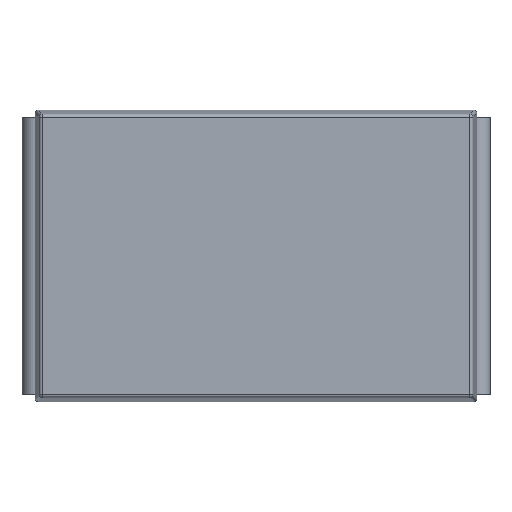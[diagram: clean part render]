
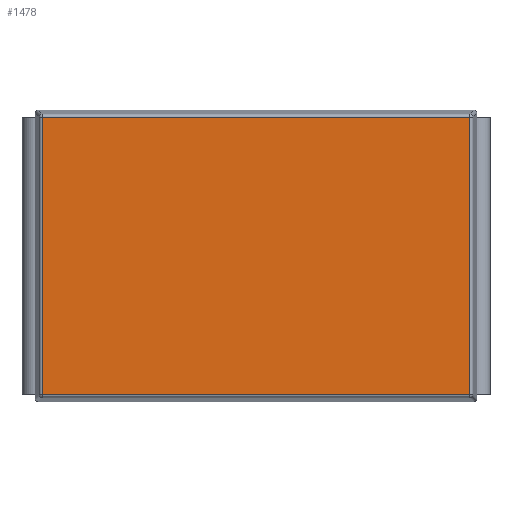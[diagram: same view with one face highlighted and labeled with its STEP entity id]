
A CAD part, top view. The second image highlights one B-rep face of the part: STEP entity #1478.
In plain terms, the highlighted planar face has unit normal (0, 0, 1).
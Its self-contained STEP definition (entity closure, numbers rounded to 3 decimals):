
#228=FACE_OUTER_BOUND('',#328,.T.);
#328=EDGE_LOOP('',(#1231,#1232,#1233,#1234));
#440=LINE('',#3194,#568);
#454=LINE('',#3470,#582);
#455=LINE('',#3472,#583);
#456=LINE('',#3473,#584);
#568=VECTOR('',#1943,1.);
#582=VECTOR('',#1991,1.);
#583=VECTOR('',#1992,1.);
#584=VECTOR('',#1993,1.);
#701=VERTEX_POINT('',#3191);
#702=VERTEX_POINT('',#3193);
#709=VERTEX_POINT('',#3469);
#710=VERTEX_POINT('',#3471);
#867=EDGE_CURVE('',#701,#702,#440,.T.);
#888=EDGE_CURVE('',#709,#701,#454,.T.);
#889=EDGE_CURVE('',#709,#710,#455,.T.);
#890=EDGE_CURVE('',#710,#702,#456,.T.);
#1231=ORIENTED_EDGE('',*,*,#888,.F.);
#1232=ORIENTED_EDGE('',*,*,#889,.T.);
#1233=ORIENTED_EDGE('',*,*,#890,.T.);
#1234=ORIENTED_EDGE('',*,*,#867,.F.);
#1390=PLANE('',#1641);
#1478=ADVANCED_FACE('',(#228),#1390,.T.);
#1641=AXIS2_PLACEMENT_3D('',#3468,#1989,#1990);
#1943=DIRECTION('',(1.,0.,0.));
#1989=DIRECTION('center_axis',(0.,0.,1.));
#1990=DIRECTION('ref_axis',(1.,0.,0.));
#1991=DIRECTION('',(0.,1.,0.));
#1992=DIRECTION('',(1.,0.,0.));
#1993=DIRECTION('',(0.,1.,0.));
#3191=CARTESIAN_POINT('',(0.116,4.734,1.55));
#3193=CARTESIAN_POINT('',(7.234,4.734,1.55));
#3194=CARTESIAN_POINT('',(0.071,4.734,1.55));
#3468=CARTESIAN_POINT('Origin',(0.,0.,1.55));
#3469=CARTESIAN_POINT('',(0.116,0.116,1.55));
#3470=CARTESIAN_POINT('',(0.116,0.071,1.55));
#3471=CARTESIAN_POINT('',(7.234,0.116,1.55));
#3472=CARTESIAN_POINT('',(0.071,0.116,1.55));
#3473=CARTESIAN_POINT('',(7.234,0.071,1.55));
